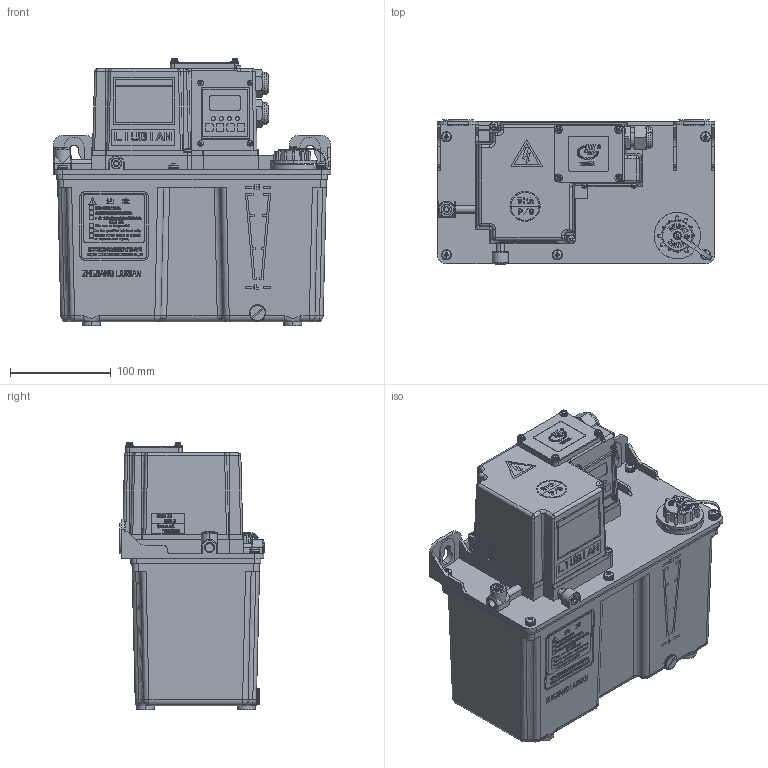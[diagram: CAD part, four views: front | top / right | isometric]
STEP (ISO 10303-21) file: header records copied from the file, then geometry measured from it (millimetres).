
FILE_DESCRIPTION (( 'STEP AP214' ), '1' );
FILE_NAME ('AMR-229103R.STEP', '2026-01-24T04:53:49', ( '' ), ( '' ), 'SwSTEP 2.0', 'SolidWorks 2018', '' );
FILE_SCHEMA (( 'AUTOMOTIVE_DESIGN' ));
Length unit declared in the file: millimetre
Products named in the file (1): AMR-229103R
Bounding box: 275 x 143.5 x 265.49 mm (x, y, z)
Surface area: 318777.1 mm2 (no closed solid volume)
Topology: 0 solids, 443 shells, 1825 faces, 15628 edges, 14158 vertices
Faces by surface type: plane 1156, cylinder 332, cone 121, bspline 111, torus 58, sphere 47
Entity records: 212618 total; most frequent: CARTESIAN_POINT 91439, ORIENTED_EDGE 18423, DIRECTION 16032, EDGE_CURVE 15618, VERTEX_POINT 14158, LINE 8514, VECTOR 8514, B_SPLINE_CURVE_WITH_KNOTS 4973
